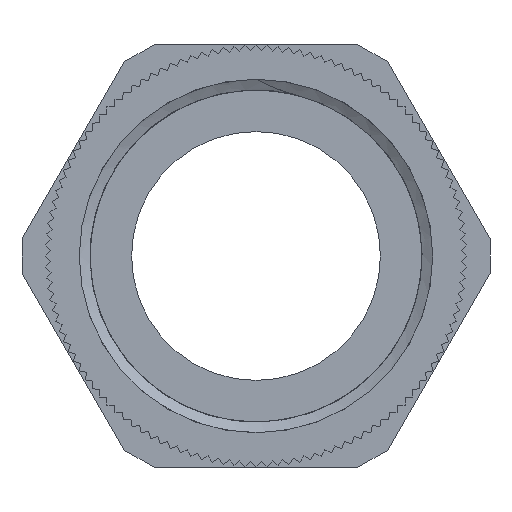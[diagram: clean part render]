
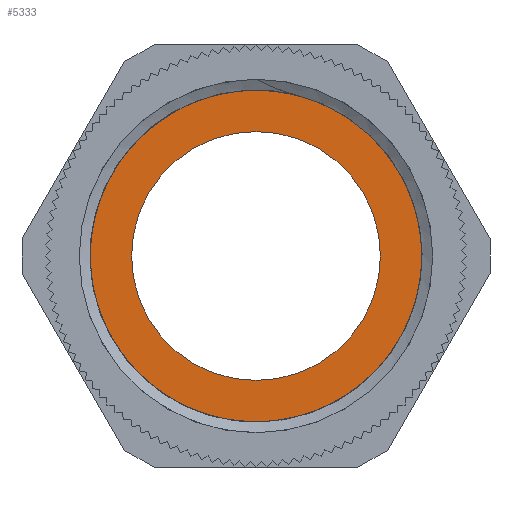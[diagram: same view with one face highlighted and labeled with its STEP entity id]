
A CAD part, left-side view. The second image highlights one B-rep face of the part: STEP entity #5333.
In plain terms, the highlighted planar face has unit normal (-1, 0, 0).
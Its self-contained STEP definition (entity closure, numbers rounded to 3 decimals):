
#15=FACE_BOUND('',#580,.T.);
#24=CIRCLE('',#5609,11.78);
#25=CIRCLE('',#5611,12.541);
#26=CIRCLE('',#5612,8.83);
#34=PLANE('',#5610);
#307=FACE_OUTER_BOUND('',#579,.T.);
#579=EDGE_LOOP('',(#3779,#3780,#3781,#3782));
#580=EDGE_LOOP('',(#3783));
#2394=B_SPLINE_CURVE_WITH_KNOTS('',3,(#8905,#8906,#8907,#8908,#8909,#8910,
#8911,#8912,#8913,#8914,#8915,#8916,#8917),.UNSPECIFIED.,.F.,.F.,(4,3,3,
3,4),(0.,0.594,1.199,1.813,2.273),
 .UNSPECIFIED.);
#2398=B_SPLINE_CURVE_WITH_KNOTS('',3,(#9434,#9435,#9436,#9437,#9438,#9439,
#9440,#9441,#9442,#9443,#9444,#9445,#9446),.UNSPECIFIED.,.F.,.F.,(4,3,3,
3,4),(0.,0.612,1.215,1.808,2.276),
 .UNSPECIFIED.);
#2417=VERTEX_POINT('',#8683);
#2418=VERTEX_POINT('',#8904);
#2420=VERTEX_POINT('',#9350);
#2421=VERTEX_POINT('',#9433);
#2422=VERTEX_POINT('',#9538);
#2954=EDGE_CURVE('',#2418,#2417,#2394,.T.);
#2959=EDGE_CURVE('',#2421,#2420,#2398,.T.);
#2962=EDGE_CURVE('',#2420,#2418,#24,.T.);
#2963=EDGE_CURVE('',#2421,#2417,#25,.T.);
#2964=EDGE_CURVE('',#2422,#2422,#26,.T.);
#3779=ORIENTED_EDGE('',*,*,#2959,.T.);
#3780=ORIENTED_EDGE('',*,*,#2962,.T.);
#3781=ORIENTED_EDGE('',*,*,#2954,.T.);
#3782=ORIENTED_EDGE('',*,*,#2963,.F.);
#3783=ORIENTED_EDGE('',*,*,#2964,.T.);
#5333=ADVANCED_FACE('',(#307,#15),#34,.T.);
#5609=AXIS2_PLACEMENT_3D('',#9535,#5903,#5904);
#5610=AXIS2_PLACEMENT_3D('',#9536,#5905,#5906);
#5611=AXIS2_PLACEMENT_3D('',#9537,#5907,#5908);
#5612=AXIS2_PLACEMENT_3D('',#9539,#5909,#5910);
#5903=DIRECTION('center_axis',(-1.,0.,0.));
#5904=DIRECTION('ref_axis',(0.,0.,1.));
#5905=DIRECTION('center_axis',(-1.,0.,0.));
#5906=DIRECTION('ref_axis',(0.,0.,1.));
#5907=DIRECTION('center_axis',(1.,0.,0.));
#5908=DIRECTION('ref_axis',(0.,0.,-1.));
#5909=DIRECTION('center_axis',(1.,0.,0.));
#5910=DIRECTION('ref_axis',(0.,0.,-1.));
#8683=CARTESIAN_POINT('',(-12.65,12.472,-1.311));
#8904=CARTESIAN_POINT('',(-12.65,-2.207,11.571));
#8905=CARTESIAN_POINT('Ctrl Pts',(-12.65,-2.207,11.571));
#8906=CARTESIAN_POINT('Ctrl Pts',(-12.65,-0.275,12.01));
#8907=CARTESIAN_POINT('Ctrl Pts',(-12.65,1.757,11.951));
#8908=CARTESIAN_POINT('Ctrl Pts',(-12.65,3.656,11.413));
#8909=CARTESIAN_POINT('Ctrl Pts',(-12.65,5.588,10.866));
#8910=CARTESIAN_POINT('Ctrl Pts',(-12.65,7.382,9.821));
#8911=CARTESIAN_POINT('Ctrl Pts',(-12.65,8.816,8.416));
#8912=CARTESIAN_POINT('Ctrl Pts',(-12.65,10.272,6.99));
#8913=CARTESIAN_POINT('Ctrl Pts',(-12.65,11.365,5.188));
#8914=CARTESIAN_POINT('Ctrl Pts',(-12.65,11.963,3.23));
#8915=CARTESIAN_POINT('Ctrl Pts',(-12.65,12.412,1.764));
#8916=CARTESIAN_POINT('Ctrl Pts',(-12.65,12.581,0.221));
#8917=CARTESIAN_POINT('Ctrl Pts',(-12.65,12.472,-1.311));
#9350=CARTESIAN_POINT('',(-12.65,-7.122,9.383));
#9433=CARTESIAN_POINT('',(-12.65,-7.371,-10.146));
#9434=CARTESIAN_POINT('Ctrl Pts',(-12.65,-7.371,-10.146));
#9435=CARTESIAN_POINT('Ctrl Pts',(-12.65,-8.983,-8.893));
#9436=CARTESIAN_POINT('Ctrl Pts',(-12.65,-10.275,-7.248));
#9437=CARTESIAN_POINT('Ctrl Pts',(-12.65,-11.102,-5.391));
#9438=CARTESIAN_POINT('Ctrl Pts',(-12.65,-11.916,-3.563));
#9439=CARTESIAN_POINT('Ctrl Pts',(-12.65,-12.276,-1.528));
#9440=CARTESIAN_POINT('Ctrl Pts',(-12.65,-12.133,0.465));
#9441=CARTESIAN_POINT('Ctrl Pts',(-12.65,-11.991,2.426));
#9442=CARTESIAN_POINT('Ctrl Pts',(-12.65,-11.363,4.357));
#9443=CARTESIAN_POINT('Ctrl Pts',(-12.65,-10.311,6.023));
#9444=CARTESIAN_POINT('Ctrl Pts',(-12.65,-9.481,7.338));
#9445=CARTESIAN_POINT('Ctrl Pts',(-12.65,-8.393,8.484));
#9446=CARTESIAN_POINT('Ctrl Pts',(-12.65,-7.122,9.383));
#9535=CARTESIAN_POINT('Origin',(-12.65,0.,0.));
#9536=CARTESIAN_POINT('Origin',(-12.65,12.541,0.));
#9537=CARTESIAN_POINT('Origin',(-12.65,0.,0.));
#9538=CARTESIAN_POINT('',(-12.65,8.83,0.));
#9539=CARTESIAN_POINT('Origin',(-12.65,0.,0.));
